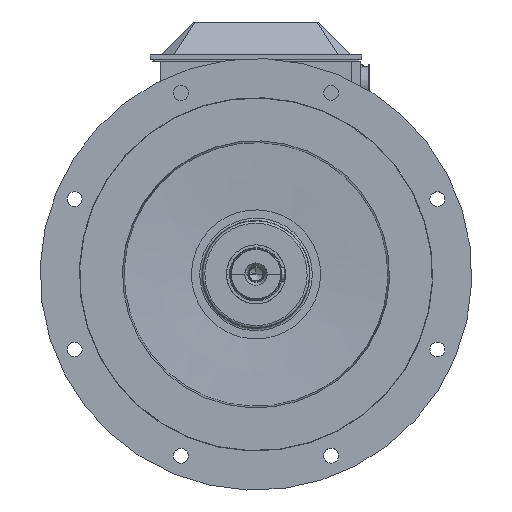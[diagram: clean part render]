
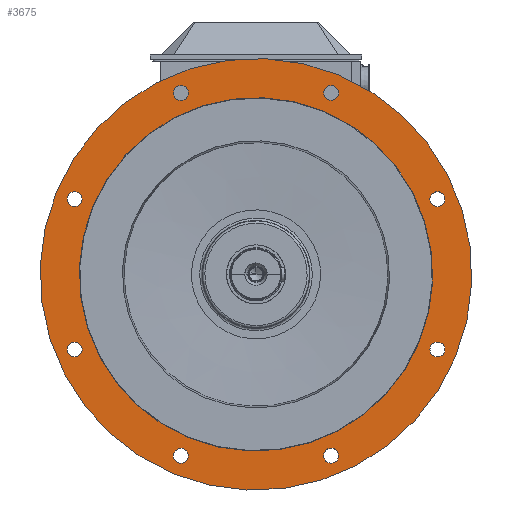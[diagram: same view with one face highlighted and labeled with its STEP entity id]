
A CAD part, top view. The second image highlights one B-rep face of the part: STEP entity #3675.
In plain terms, the highlighted planar face has unit normal (0, 0, 1).
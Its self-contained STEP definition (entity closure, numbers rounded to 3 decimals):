
#3130=CARTESIAN_POINT('',(-86.104,-207.873,89.529));
#3131=VERTEX_POINT('',#3130);
#3132=CARTESIAN_POINT('',(0.,0.,89.529));
#3133=DIRECTION('',(0.0,0.0,1.));
#3134=DIRECTION('',(-0.834,-0.552,0.0));
#3135=AXIS2_PLACEMENT_3D('',#3132,#3133,#3134);
#3136=CIRCLE('',#3135,225.);
#3137=EDGE_CURVE('',#3131,#3131,#3136,.T.);
#3247=CARTESIAN_POINT('',(-105.171,-230.97,89.529));
#3248=VERTEX_POINT('',#3247);
#3249=CARTESIAN_POINT('',(-95.671,-230.97,89.529));
#3250=DIRECTION('',(0.0,0.0,-1.0));
#3251=DIRECTION('',(-0.829,-0.559,0.0));
#3252=AXIS2_PLACEMENT_3D('',#3249,#3250,#3251);
#3253=CIRCLE('',#3252,9.5);
#3254=EDGE_CURVE('',#3248,#3248,#3253,.T.);
#3275=CARTESIAN_POINT('',(-237.687,-88.953,89.529));
#3276=VERTEX_POINT('',#3275);
#3277=CARTESIAN_POINT('',(-230.97,-95.671,89.529));
#3278=DIRECTION('',(0.0,0.0,-1.));
#3279=DIRECTION('',(-0.982,0.191,0.0));
#3280=AXIS2_PLACEMENT_3D('',#3277,#3278,#3279);
#3281=CIRCLE('',#3280,9.5);
#3282=EDGE_CURVE('',#3276,#3276,#3281,.T.);
#3303=CARTESIAN_POINT('',(-230.97,105.171,89.529));
#3304=VERTEX_POINT('',#3303);
#3305=CARTESIAN_POINT('',(-230.97,95.671,89.529));
#3306=DIRECTION('',(0.0,0.0,-1.0));
#3307=DIRECTION('',(-0.559,0.829,0.0));
#3308=AXIS2_PLACEMENT_3D('',#3305,#3306,#3307);
#3309=CIRCLE('',#3308,9.5);
#3310=EDGE_CURVE('',#3304,#3304,#3309,.T.);
#3331=CARTESIAN_POINT('',(-88.953,237.687,89.529));
#3332=VERTEX_POINT('',#3331);
#3333=CARTESIAN_POINT('',(-95.671,230.97,89.529));
#3334=DIRECTION('',(0.0,0.0,-1.));
#3335=DIRECTION('',(0.191,0.982,0.0));
#3336=AXIS2_PLACEMENT_3D('',#3333,#3334,#3335);
#3337=CIRCLE('',#3336,9.5);
#3338=EDGE_CURVE('',#3332,#3332,#3337,.T.);
#3359=CARTESIAN_POINT('',(105.171,230.97,89.529));
#3360=VERTEX_POINT('',#3359);
#3361=CARTESIAN_POINT('',(95.671,230.97,89.529));
#3362=DIRECTION('',(0.0,0.0,-1.0));
#3363=DIRECTION('',(0.829,0.559,0.0));
#3364=AXIS2_PLACEMENT_3D('',#3361,#3362,#3363);
#3365=CIRCLE('',#3364,9.5);
#3366=EDGE_CURVE('',#3360,#3360,#3365,.T.);
#3387=CARTESIAN_POINT('',(237.687,88.953,89.529));
#3388=VERTEX_POINT('',#3387);
#3389=CARTESIAN_POINT('',(230.97,95.671,89.529));
#3390=DIRECTION('',(0.0,0.0,-1.));
#3391=DIRECTION('',(0.982,-0.191,0.0));
#3392=AXIS2_PLACEMENT_3D('',#3389,#3390,#3391);
#3393=CIRCLE('',#3392,9.5);
#3394=EDGE_CURVE('',#3388,#3388,#3393,.T.);
#3415=CARTESIAN_POINT('',(230.97,-105.171,89.529));
#3416=VERTEX_POINT('',#3415);
#3417=CARTESIAN_POINT('',(230.97,-95.671,89.529));
#3418=DIRECTION('',(0.0,0.0,-1.0));
#3419=DIRECTION('',(0.559,-0.829,0.0));
#3420=AXIS2_PLACEMENT_3D('',#3417,#3418,#3419);
#3421=CIRCLE('',#3420,9.5);
#3422=EDGE_CURVE('',#3416,#3416,#3421,.T.);
#3443=CARTESIAN_POINT('',(88.953,-237.687,89.529));
#3444=VERTEX_POINT('',#3443);
#3445=CARTESIAN_POINT('',(95.671,-230.97,89.529));
#3446=DIRECTION('',(0.0,0.0,-1.0));
#3447=DIRECTION('',(-0.191,-0.982,0.0));
#3448=AXIS2_PLACEMENT_3D('',#3445,#3446,#3447);
#3449=CIRCLE('',#3448,9.5);
#3450=EDGE_CURVE('',#3444,#3444,#3449,.T.);
#3628=CARTESIAN_POINT('',(-105.174,-253.912,89.529));
#3629=VERTEX_POINT('',#3628);
#3630=CARTESIAN_POINT('',(0.,0.,89.529));
#3631=DIRECTION('',(0.0,0.0,1.));
#3632=DIRECTION('',(-0.834,-0.552,0.0));
#3633=AXIS2_PLACEMENT_3D('',#3630,#3631,#3632);
#3634=CIRCLE('',#3633,274.832);
#3635=EDGE_CURVE('',#3629,#3629,#3634,.T.);
#3640=CARTESIAN_POINT('',(0.,302.316,89.529));
#3641=DIRECTION('',(0.0,0.0,1.0));
#3642=DIRECTION('',(1.0,0.0,0.0));
#3643=AXIS2_PLACEMENT_3D('',#3640,#3641,#3642);
#3644=PLANE('',#3643);
#3645=ORIENTED_EDGE('',*,*,#3635,.T.);
#3646=EDGE_LOOP('',(#3645));
#3647=FACE_OUTER_BOUND('',#3646,.T.);
#3648=ORIENTED_EDGE('',*,*,#3282,.T.);
#3649=EDGE_LOOP('',(#3648));
#3650=FACE_BOUND('',#3649,.T.);
#3651=ORIENTED_EDGE('',*,*,#3310,.T.);
#3652=EDGE_LOOP('',(#3651));
#3653=FACE_BOUND('',#3652,.T.);
#3654=ORIENTED_EDGE('',*,*,#3338,.T.);
#3655=EDGE_LOOP('',(#3654));
#3656=FACE_BOUND('',#3655,.T.);
#3657=ORIENTED_EDGE('',*,*,#3366,.T.);
#3658=EDGE_LOOP('',(#3657));
#3659=FACE_BOUND('',#3658,.T.);
#3660=ORIENTED_EDGE('',*,*,#3394,.T.);
#3661=EDGE_LOOP('',(#3660));
#3662=FACE_BOUND('',#3661,.T.);
#3663=ORIENTED_EDGE('',*,*,#3422,.T.);
#3664=EDGE_LOOP('',(#3663));
#3665=FACE_BOUND('',#3664,.T.);
#3666=ORIENTED_EDGE('',*,*,#3450,.T.);
#3667=EDGE_LOOP('',(#3666));
#3668=FACE_BOUND('',#3667,.T.);
#3669=ORIENTED_EDGE('',*,*,#3137,.F.);
#3670=EDGE_LOOP('',(#3669));
#3671=FACE_BOUND('',#3670,.T.);
#3672=ORIENTED_EDGE('',*,*,#3254,.T.);
#3673=EDGE_LOOP('',(#3672));
#3674=FACE_BOUND('',#3673,.T.);
#3675=ADVANCED_FACE('',(#3647,#3650,#3653,#3656,#3659,#3662,#3665,#3668,#3671,#3674),#3644,.T.);
